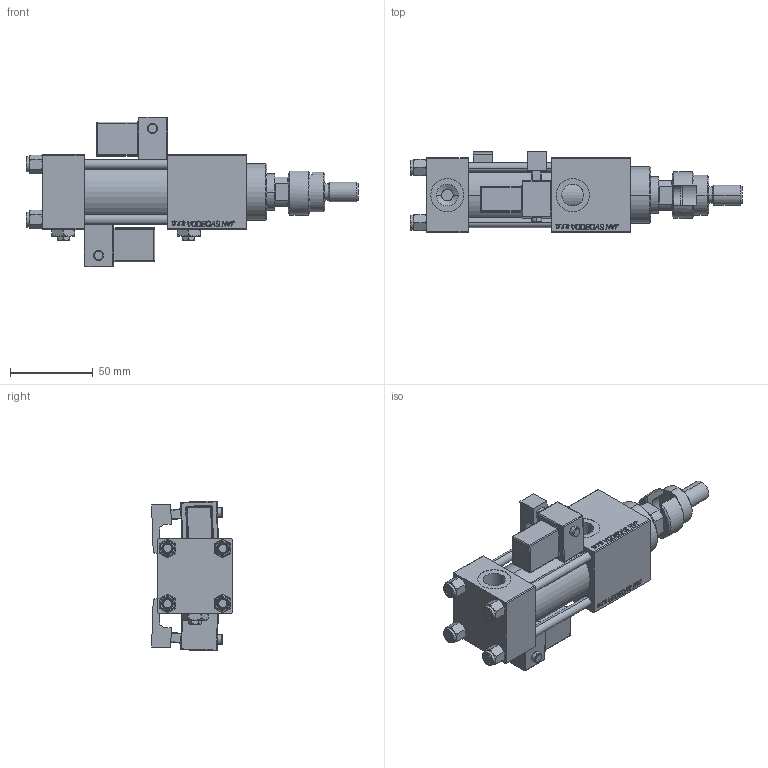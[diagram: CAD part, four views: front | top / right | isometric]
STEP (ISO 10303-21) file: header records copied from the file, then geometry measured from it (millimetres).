
FILE_DESCRIPTION (( 'STEP AP203' ), '1' );
FILE_NAME ('93f9.STEP', '2022-09-14T00:05:14', ( '' ), ( '' ), 'SwSTEP 2.0', 'SolidWorks 2019', '' );
FILE_SCHEMA (( 'CONFIG_CONTROL_DESIGN' ));
Length unit declared in the file: millimetre
Products named in the file (10): NUT_M5_C 983c733c216833e03e5cb9f61908cfa9; V215CR_C_Body 983c733c216833e03e5cb9f61908cfa9; Zatka_pro_OIL_PORT 983c733c216833e03e5cb9f61908cfa9; FEMALE_PART_FOR_DFA 983c733c216833e03e5cb9f61908cfa9; 93f9; V215CR_VCP_C 983c733c216833e03e5cb9f61908cfa9; DFA 983c733c216833e03e5cb9f61908cfa9; V215CR_C_TYCINKA 983c733c216833e03e5cb9f61908cfa9; V215_VC_A 983c733c216833e03e5cb9f61908cfa9; V215CR_MSU 983c733c216833e03e5cb9f61908cfa9
Assembly tree (17 placements, depth 3):
  93f9
    V215CR_C_Body 983c733c216833e03e5cb9f61908cfa9
    V215CR_VCP_C 983c733c216833e03e5cb9f61908cfa9
    NUT_M5_C 983c733c216833e03e5cb9f61908cfa9  x4
    V215CR_C_TYCINKA 983c733c216833e03e5cb9f61908cfa9  x4
    V215_VC_A 983c733c216833e03e5cb9f61908cfa9
    DFA 983c733c216833e03e5cb9f61908cfa9
      FEMALE_PART_FOR_DFA 983c733c216833e03e5cb9f61908cfa9
    V215CR_MSU 983c733c216833e03e5cb9f61908cfa9  x2
    Zatka_pro_OIL_PORT 983c733c216833e03e5cb9f61908cfa9  x2
Bounding box: 200 x 48.72 x 90.31 mm (x, y, z)
Volume: 258608.5 mm3; surface area: 89834.2 mm2
Topology: 16 solids, 16 shells, 1445 faces, 3564 edges, 2257 vertices
Faces by surface type: plane 648, bspline 392, cone 190, cylinder 171, sphere 24, torus 20
Entity records: 55778 total; most frequent: CARTESIAN_POINT 28275, ORIENTED_EDGE 6034, DIRECTION 4151, EDGE_CURVE 3017, VERTEX_POINT 1955, VECTOR 1787, LINE 1787, EDGE_LOOP 1344
